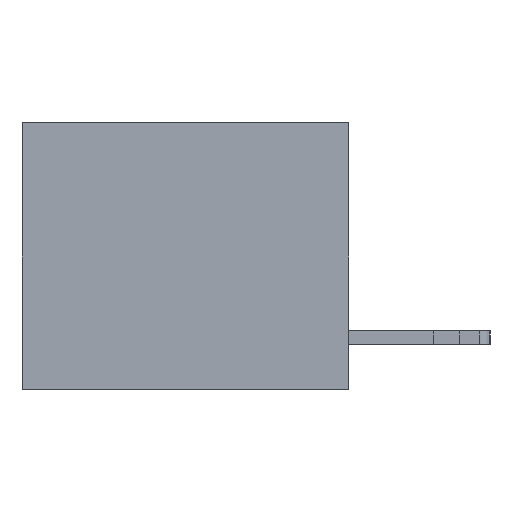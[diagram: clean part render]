
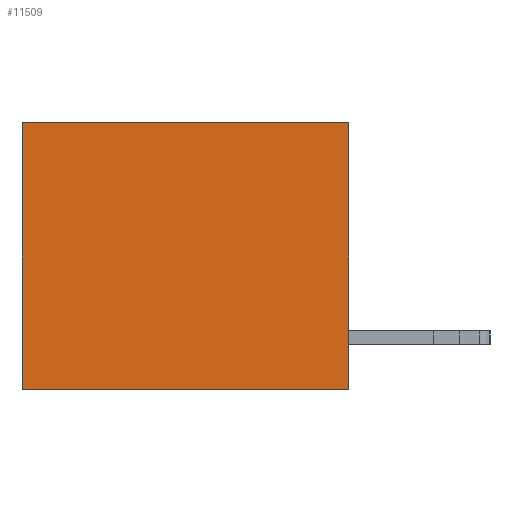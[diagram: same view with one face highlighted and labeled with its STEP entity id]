
A CAD part, left-side view. The second image highlights one B-rep face of the part: STEP entity #11509.
In plain terms, the highlighted planar face has unit normal (-1, 0, 0).
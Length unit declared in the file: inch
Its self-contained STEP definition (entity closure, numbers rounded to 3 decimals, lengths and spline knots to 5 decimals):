
#31 = CARTESIAN_POINT ( 'NONE',  ( 0.3165, 0., 0. ) ) ;
#338 = CARTESIAN_POINT ( 'NONE',  ( 0.3165, 0., -0.49 ) ) ;
#685 = EDGE_CURVE ( 'NONE', #11278, #5725, #12532, .T. ) ;
#1211 = CARTESIAN_POINT ( 'NONE',  ( 0.3165, 0., -0.49 ) ) ;
#1854 = DIRECTION ( 'NONE',  ( 0., 1., 0. ) ) ;
#2468 = AXIS2_PLACEMENT_3D ( 'NONE', #14181, #15536, #15676 ) ;
#2589 = FACE_OUTER_BOUND ( 'NONE', #10035, .T. ) ;
#2713 = LINE ( 'NONE', #13983, #8141 ) ;
#3206 = LINE ( 'NONE', #31, #9356 ) ;
#3638 = EDGE_CURVE ( 'NONE', #5725, #9363, #13917, .T. ) ;
#4356 = ORIENTED_EDGE ( 'NONE', *, *, #3638, .F. ) ;
#4721 = EDGE_CURVE ( 'NONE', #11278, #17453, #3206, .T. ) ;
#5067 = ORIENTED_EDGE ( 'NONE', *, *, #7283, .T. ) ;
#5725 = VERTEX_POINT ( 'NONE', #1211 ) ;
#5818 = ORIENTED_EDGE ( 'NONE', *, *, #4721, .T. ) ;
#6883 = CARTESIAN_POINT ( 'NONE',  ( 0.3165, 0.6, -0.49 ) ) ;
#7283 = EDGE_CURVE ( 'NONE', #17453, #9363, #2713, .T. ) ;
#7305 = VECTOR ( 'NONE', #11570, 39.37008 ) ;
#8141 = VECTOR ( 'NONE', #14103, 39.37008 ) ;
#9039 = CARTESIAN_POINT ( 'NONE',  ( 0.3165, 0., -0.49 ) ) ;
#9356 = VECTOR ( 'NONE', #17986, 39.37008 ) ;
#9363 = VERTEX_POINT ( 'NONE', #6883 ) ;
#10035 = EDGE_LOOP ( 'NONE', ( #5067, #4356, #14506, #5818 ) ) ;
#11278 = VERTEX_POINT ( 'NONE', #16549 ) ;
#11509 = ADVANCED_FACE ( 'NONE', ( #2589 ), #18661, .F. ) ;
#11570 = DIRECTION ( 'NONE',  ( 0., 0., -1. ) ) ;
#11779 = CARTESIAN_POINT ( 'NONE',  ( 0.3165, 0.6, 0. ) ) ;
#12532 = LINE ( 'NONE', #9039, #7305 ) ;
#12737 = VECTOR ( 'NONE', #1854, 39.37008 ) ;
#13917 = LINE ( 'NONE', #338, #12737 ) ;
#13983 = CARTESIAN_POINT ( 'NONE',  ( 0.3165, 0.6, -0.49 ) ) ;
#14103 = DIRECTION ( 'NONE',  ( 0., 0., -1. ) ) ;
#14181 = CARTESIAN_POINT ( 'NONE',  ( 0.3165, 0., -0.49 ) ) ;
#14506 = ORIENTED_EDGE ( 'NONE', *, *, #685, .F. ) ;
#15536 = DIRECTION ( 'NONE',  ( 1., 0., 0. ) ) ;
#15676 = DIRECTION ( 'NONE',  ( 0., 0., -1. ) ) ;
#16549 = CARTESIAN_POINT ( 'NONE',  ( 0.3165, 0., 0. ) ) ;
#17453 = VERTEX_POINT ( 'NONE', #11779 ) ;
#17986 = DIRECTION ( 'NONE',  ( 0., 1., 0. ) ) ;
#18661 = PLANE ( 'NONE',  #2468 ) ;
